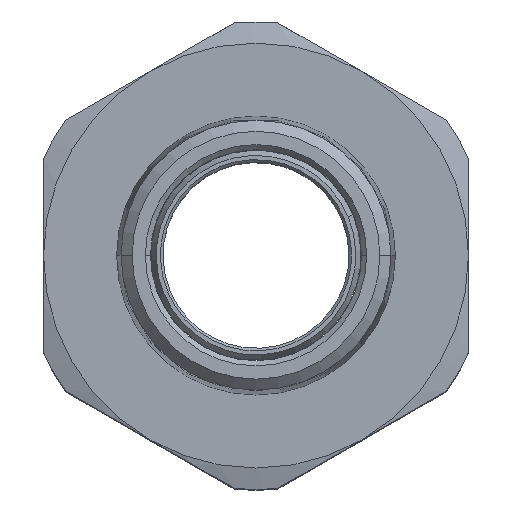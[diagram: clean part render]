
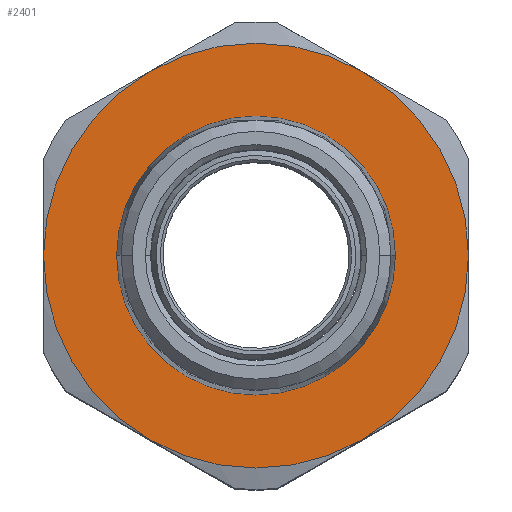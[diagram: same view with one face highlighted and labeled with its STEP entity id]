
A CAD part, top view. The second image highlights one B-rep face of the part: STEP entity #2401.
In plain terms, the highlighted planar face has unit normal (0, 0, 1).
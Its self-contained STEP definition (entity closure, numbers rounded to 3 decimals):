
#48 = DIRECTION ( 'NONE',  ( 1., 0., 0. ) ) ;
#74 = CARTESIAN_POINT ( 'NONE',  ( 10.25, -17.754, 18.6 ) ) ;
#109 = CIRCLE ( 'NONE', #1745, 20.5 ) ;
#178 = DIRECTION ( 'NONE',  ( 1., 0., 0. ) ) ;
#203 = CIRCLE ( 'NONE', #1669, 20.5 ) ;
#213 = DIRECTION ( 'NONE',  ( 0., 0., 1. ) ) ;
#231 = CARTESIAN_POINT ( 'NONE',  ( 0., 0., 18.6 ) ) ;
#304 = DIRECTION ( 'NONE',  ( 1., 0., 0. ) ) ;
#347 = DIRECTION ( 'NONE',  ( 0., 0., 1. ) ) ;
#356 = CARTESIAN_POINT ( 'NONE',  ( 0., 0., 18.6 ) ) ;
#375 = VERTEX_POINT ( 'NONE', #1334 ) ;
#437 = DIRECTION ( 'NONE',  ( 0., 0., 1. ) ) ;
#473 = DIRECTION ( 'NONE',  ( 0., 0., 1. ) ) ;
#602 = AXIS2_PLACEMENT_3D ( 'NONE', #1768, #1643, #2604 ) ;
#743 = CARTESIAN_POINT ( 'NONE',  ( 0., 0., 18.6 ) ) ;
#769 = VERTEX_POINT ( 'NONE', #3199 ) ;
#795 = ORIENTED_EDGE ( 'NONE', *, *, #2877, .F. ) ;
#814 = VERTEX_POINT ( 'NONE', #2930 ) ;
#896 = CIRCLE ( 'NONE', #1720, 20.5 ) ;
#915 = VERTEX_POINT ( 'NONE', #1575 ) ;
#968 = PLANE ( 'NONE',  #602 ) ;
#993 = FACE_OUTER_BOUND ( 'NONE', #1189, .T. ) ;
#1003 = VERTEX_POINT ( 'NONE', #1588 ) ;
#1027 = CIRCLE ( 'NONE', #2024, 20.5 ) ;
#1036 = DIRECTION ( 'NONE',  ( 1., 0., 0. ) ) ;
#1050 = CARTESIAN_POINT ( 'NONE',  ( 0., 0., 18.6 ) ) ;
#1073 = CARTESIAN_POINT ( 'NONE',  ( -13.45, 0., 18.6 ) ) ;
#1093 = EDGE_LOOP ( 'NONE', ( #795, #1857 ) ) ;
#1189 = EDGE_LOOP ( 'NONE', ( #3236, #2540, #1947, #1312, #3605, #2767 ) ) ;
#1312 = ORIENTED_EDGE ( 'NONE', *, *, #3233, .T. ) ;
#1334 = CARTESIAN_POINT ( 'NONE',  ( 20.5, 0., 18.6 ) ) ;
#1341 = DIRECTION ( 'NONE',  ( 1., 0., 0. ) ) ;
#1388 = CIRCLE ( 'NONE', #3576, 13.45 ) ;
#1396 = FACE_BOUND ( 'NONE', #1093, .T. ) ;
#1575 = CARTESIAN_POINT ( 'NONE',  ( -20.5, 0., 18.6 ) ) ;
#1588 = CARTESIAN_POINT ( 'NONE',  ( -10.25, -17.754, 18.6 ) ) ;
#1643 = DIRECTION ( 'NONE',  ( 0., 0., 1. ) ) ;
#1669 = AXIS2_PLACEMENT_3D ( 'NONE', #3558, #1927, #178 ) ;
#1720 = AXIS2_PLACEMENT_3D ( 'NONE', #1050, #3016, #1341 ) ;
#1745 = AXIS2_PLACEMENT_3D ( 'NONE', #2185, #473, #2454 ) ;
#1768 = CARTESIAN_POINT ( 'NONE',  ( 0., 22.55, 18.6 ) ) ;
#1798 = CARTESIAN_POINT ( 'NONE',  ( 13.45, 0., 18.6 ) ) ;
#1857 = ORIENTED_EDGE ( 'NONE', *, *, #3182, .F. ) ;
#1918 = AXIS2_PLACEMENT_3D ( 'NONE', #743, #2733, #1036 ) ;
#1927 = DIRECTION ( 'NONE',  ( 0., 0., 1. ) ) ;
#1947 = ORIENTED_EDGE ( 'NONE', *, *, #3222, .T. ) ;
#2024 = AXIS2_PLACEMENT_3D ( 'NONE', #2150, #437, #2427 ) ;
#2088 = AXIS2_PLACEMENT_3D ( 'NONE', #231, #213, #48 ) ;
#2109 = AXIS2_PLACEMENT_3D ( 'NONE', #356, #347, #304 ) ;
#2150 = CARTESIAN_POINT ( 'NONE',  ( 0., 0., 18.6 ) ) ;
#2185 = CARTESIAN_POINT ( 'NONE',  ( 0., 0., 18.6 ) ) ;
#2308 = VERTEX_POINT ( 'NONE', #74 ) ;
#2389 = VERTEX_POINT ( 'NONE', #1798 ) ;
#2401 = ADVANCED_FACE ( 'NONE', ( #1396, #993 ), #968, .T. ) ;
#2427 = DIRECTION ( 'NONE',  ( 1., 0., 0. ) ) ;
#2454 = DIRECTION ( 'NONE',  ( 1., 0., 0. ) ) ;
#2540 = ORIENTED_EDGE ( 'NONE', *, *, #3200, .T. ) ;
#2582 = DIRECTION ( 'NONE',  ( 1., 0., 0. ) ) ;
#2604 = DIRECTION ( 'NONE',  ( 1., 0., 0. ) ) ;
#2664 = DIRECTION ( 'NONE',  ( 0., 0., 1. ) ) ;
#2676 = CARTESIAN_POINT ( 'NONE',  ( 0., 0., 18.6 ) ) ;
#2733 = DIRECTION ( 'NONE',  ( 0., 0., 1. ) ) ;
#2767 = ORIENTED_EDGE ( 'NONE', *, *, #3245, .T. ) ;
#2877 = EDGE_CURVE ( 'NONE', #2389, #2956, #1388, .T. ) ;
#2916 = CIRCLE ( 'NONE', #2088, 20.5 ) ;
#2930 = CARTESIAN_POINT ( 'NONE',  ( -10.25, 17.754, 18.6 ) ) ;
#2956 = VERTEX_POINT ( 'NONE', #1073 ) ;
#3016 = DIRECTION ( 'NONE',  ( 0., 0., 1. ) ) ;
#3141 = CIRCLE ( 'NONE', #2109, 13.45 ) ;
#3182 = EDGE_CURVE ( 'NONE', #2956, #2389, #3141, .T. ) ;
#3189 = EDGE_CURVE ( 'NONE', #2308, #375, #2916, .T. ) ;
#3199 = CARTESIAN_POINT ( 'NONE',  ( 10.25, 17.754, 18.6 ) ) ;
#3200 = EDGE_CURVE ( 'NONE', #375, #769, #1027, .T. ) ;
#3222 = EDGE_CURVE ( 'NONE', #769, #814, #3513, .T. ) ;
#3233 = EDGE_CURVE ( 'NONE', #814, #915, #109, .T. ) ;
#3236 = ORIENTED_EDGE ( 'NONE', *, *, #3189, .T. ) ;
#3239 = EDGE_CURVE ( 'NONE', #915, #1003, #896, .T. ) ;
#3245 = EDGE_CURVE ( 'NONE', #1003, #2308, #203, .T. ) ;
#3513 = CIRCLE ( 'NONE', #1918, 20.5 ) ;
#3558 = CARTESIAN_POINT ( 'NONE',  ( 0., 0., 18.6 ) ) ;
#3576 = AXIS2_PLACEMENT_3D ( 'NONE', #2676, #2664, #2582 ) ;
#3605 = ORIENTED_EDGE ( 'NONE', *, *, #3239, .T. ) ;
